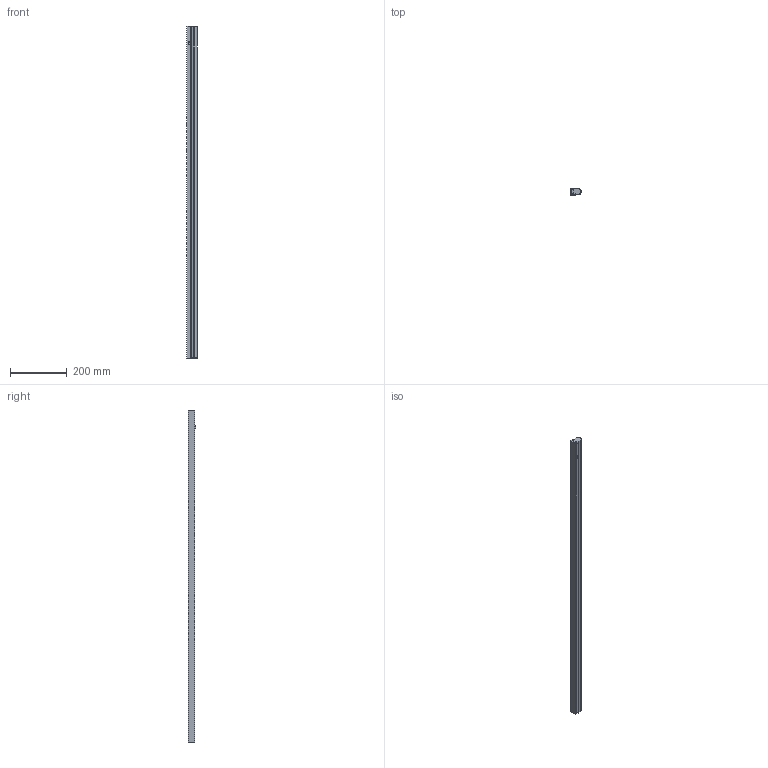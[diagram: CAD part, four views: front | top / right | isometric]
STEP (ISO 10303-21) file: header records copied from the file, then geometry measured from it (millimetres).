
FILE_DESCRIPTION (( 'STEP AP214' ), '1' );
FILE_NAME ('LN_COMP_SWITCH_1200.STEP', '2023-05-26T12:45:23', ( '' ), ( '' ), 'SwSTEP 2.0', 'SolidWorks 2020', '' );
FILE_SCHEMA (( 'AUTOMOTIVE_DESIGN' ));
Length unit declared in the file: millimetre
Products named in the file (1): LN_COMP_SWITCH_1200
Bounding box: 36 x 28 x 1173 mm (x, y, z)
Volume: 134577.8 mm3; surface area: 254690.2 mm2
Topology: 2 solids, 2 shells, 82 faces, 197 edges, 130 vertices
Faces by surface type: plane 50, cylinder 26, bspline 6
Full cylindrical faces by diameter (mm): 0.9 x1, 1 x4, 1.1 x1
Entity records: 2454 total; most frequent: CARTESIAN_POINT 502, DIRECTION 387, ORIENTED_EDGE 382, EDGE_CURVE 191, VERTEX_POINT 130, AXIS2_PLACEMENT_3D 129, VECTOR 129, LINE 129
